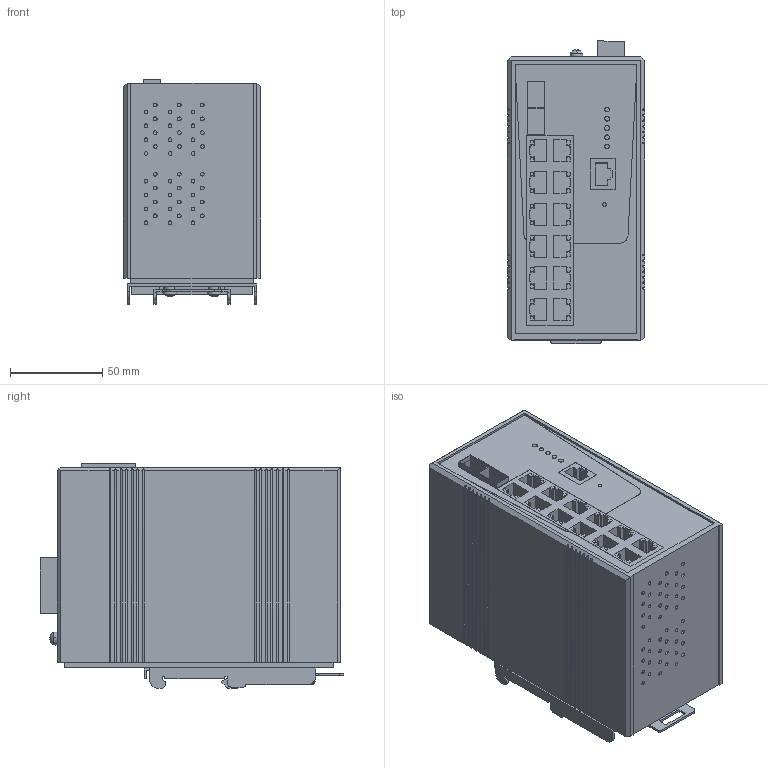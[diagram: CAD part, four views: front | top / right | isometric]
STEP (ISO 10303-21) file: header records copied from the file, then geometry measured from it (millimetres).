
FILE_DESCRIPTION(('CATIA V5 STEP Exchange','CAx-IF Rec.Pracs.--- Model Styling and Organization---1.4--- 2014-01-23'),'2;1');
FILE_NAME ('D1494056_0', '2021-07-21T08:25:04+00:00', ('none'), ('Weidmueller'), 'CATIA Version 5-6 Release 2016 SP3 HF44', 'CATIA V5 STEP AP214', 'none');
FILE_SCHEMA(('AUTOMOTIVE_DESIGN { 1 0 10303 214 1 1 1 1 }'));
Length unit declared in the file: millimetre
Products named in the file (1): S3D_IE_SW_AL14M_12GT_2GESFP
Bounding box: 74.3 x 164.1 x 121.7 mm (x, y, z)
Volume: 1200816.7 mm3; surface area: 146690.8 mm2
Topology: 45 solids, 45 shells, 1458 faces, 3543 edges, 2354 vertices
Faces by surface type: plane 1040, cylinder 330, extrusion 78, revolution 8, sphere 2
Entity records: 43454 total; most frequent: CARTESIAN_POINT 9948, ORIENTED_EDGE 7086, DIRECTION 5189, EDGE_CURVE 3543, VECTOR 2570, LINE 2492, VERTEX_POINT 2354, EDGE_LOOP 1663
